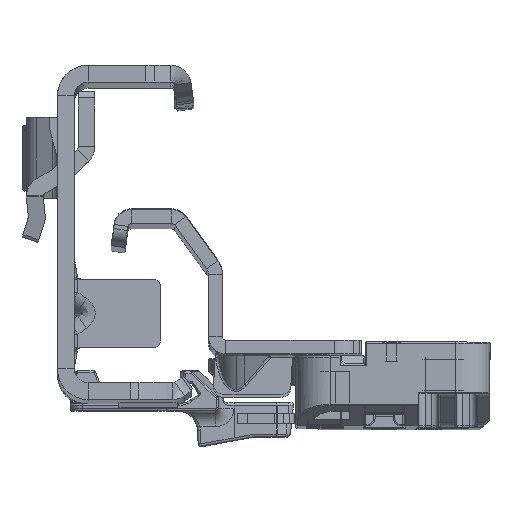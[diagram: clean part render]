
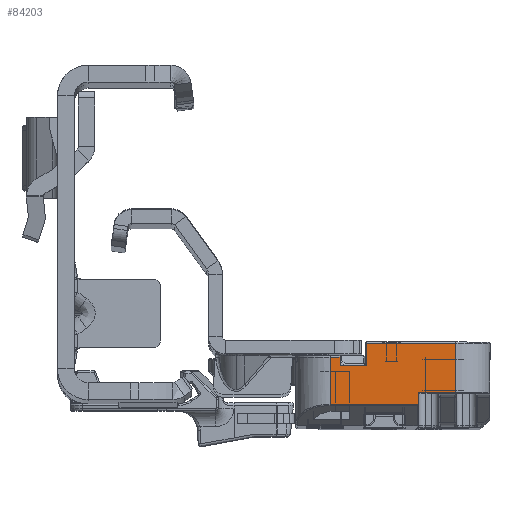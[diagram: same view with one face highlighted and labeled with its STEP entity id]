
A CAD part, top view. The second image highlights one B-rep face of the part: STEP entity #84203.
In plain terms, the highlighted face is planar.
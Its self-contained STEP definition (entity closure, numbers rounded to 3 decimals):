
#1034 = DIRECTION ( 'NONE',  ( 1., 0., 0. ) ) ;
#2907 = ORIENTED_EDGE ( 'NONE', *, *, #47841, .T. ) ;
#3707 = EDGE_CURVE ( 'NONE', #50681, #58461, #21471, .T. ) ;
#6524 = EDGE_CURVE ( 'NONE', #16555, #126483, #25625, .T. ) ;
#7681 = EDGE_CURVE ( 'NONE', #54116, #85132, #33248, .T. ) ;
#8217 = CARTESIAN_POINT ( 'NONE',  ( 3.15, 0.1, -284.5 ) ) ;
#10305 = ORIENTED_EDGE ( 'NONE', *, *, #85394, .T. ) ;
#10701 = CARTESIAN_POINT ( 'NONE',  ( 4.6, 0.1, -284.5 ) ) ;
#13170 = CARTESIAN_POINT ( 'NONE',  ( -0.7, 2.1, -284.5 ) ) ;
#16555 = VERTEX_POINT ( 'NONE', #45119 ) ;
#17037 = VERTEX_POINT ( 'NONE', #58857 ) ;
#17681 = CARTESIAN_POINT ( 'NONE',  ( -0.75, -1.15, -284.5 ) ) ;
#18531 = VECTOR ( 'NONE', #26283, 1000. ) ;
#18922 = DIRECTION ( 'NONE',  ( 0., 1., 0. ) ) ;
#21471 = LINE ( 'NONE', #99362, #34442 ) ;
#21941 = CIRCLE ( 'NONE', #108345, 0.2 ) ;
#24244 = VECTOR ( 'NONE', #54087, 1000. ) ;
#24475 = VERTEX_POINT ( 'NONE', #27295 ) ;
#25625 = LINE ( 'NONE', #35330, #18531 ) ;
#25753 = VERTEX_POINT ( 'NONE', #48383 ) ;
#25925 = ORIENTED_EDGE ( 'NONE', *, *, #71824, .T. ) ;
#26283 = DIRECTION ( 'NONE',  ( 0., -1., 0. ) ) ;
#26919 = LINE ( 'NONE', #8217, #95740 ) ;
#27295 = CARTESIAN_POINT ( 'NONE',  ( 3.15, -1.15, -284.5 ) ) ;
#27582 = LINE ( 'NONE', #85539, #52232 ) ;
#30605 = EDGE_CURVE ( 'NONE', #50681, #54116, #111519, .T. ) ;
#33248 =( BOUNDED_CURVE ( )  B_SPLINE_CURVE ( 3, ( #43554, #36460, #45462, #53192 ),
 .UNSPECIFIED., .F., .T. ) 
 B_SPLINE_CURVE_WITH_KNOTS ( ( 4, 4 ),
 ( 1.047, 1.571 ),
 .UNSPECIFIED. ) 
 CURVE ( )  GEOMETRIC_REPRESENTATION_ITEM ( )  RATIONAL_B_SPLINE_CURVE ( ( 1., 0.977, 0.977, 1. ) ) 
 REPRESENTATION_ITEM ( '' )  );
#34442 = VECTOR ( 'NONE', #72286, 1000. ) ;
#34445 = CARTESIAN_POINT ( 'NONE',  ( 19.8, 2.6, -284.5 ) ) ;
#35330 = CARTESIAN_POINT ( 'NONE',  ( -0.75, -0.9, -284.5 ) ) ;
#36460 = CARTESIAN_POINT ( 'NONE',  ( -8.291, -6.749, -284.5 ) ) ;
#38349 = ORIENTED_EDGE ( 'NONE', *, *, #58871, .T. ) ;
#42671 = CARTESIAN_POINT ( 'NONE',  ( -8.3, -6.785, -284.5 ) ) ;
#43554 = CARTESIAN_POINT ( 'NONE',  ( -8.273, -6.785, -284.5 ) ) ;
#45119 = CARTESIAN_POINT ( 'NONE',  ( -0.75, 2.1, -284.5 ) ) ;
#45462 = CARTESIAN_POINT ( 'NONE',  ( -8.3, -6.71, -284.5 ) ) ;
#46663 = EDGE_LOOP ( 'NONE', ( #2907, #38349, #104739, #47713, #50563, #52278, #97989, #25925, #120169, #10305, #65785, #61195 ) ) ;
#47713 = ORIENTED_EDGE ( 'NONE', *, *, #3707, .F. ) ;
#47841 = EDGE_CURVE ( 'NONE', #126483, #24475, #76935, .T. ) ;
#48383 = CARTESIAN_POINT ( 'NONE',  ( -8.3, -5.2, -284.5 ) ) ;
#50563 = ORIENTED_EDGE ( 'NONE', *, *, #30605, .T. ) ;
#50681 = VERTEX_POINT ( 'NONE', #111020 ) ;
#51137 = LINE ( 'NONE', #13170, #79106 ) ;
#52232 = VECTOR ( 'NONE', #93936, 1000. ) ;
#52278 = ORIENTED_EDGE ( 'NONE', *, *, #7681, .T. ) ;
#53192 = CARTESIAN_POINT ( 'NONE',  ( -8.3, -6.669, -284.5 ) ) ;
#54087 = DIRECTION ( 'NONE',  ( 0., -1., 0. ) ) ;
#54116 = VERTEX_POINT ( 'NONE', #71180 ) ;
#56644 = CARTESIAN_POINT ( 'NONE',  ( 4.6, 0.1, -284.5 ) ) ;
#58164 = LINE ( 'NONE', #68460, #110332 ) ;
#58461 = VERTEX_POINT ( 'NONE', #56644 ) ;
#58857 = CARTESIAN_POINT ( 'NONE',  ( -13.7, -5., -284.5 ) ) ;
#58871 = EDGE_CURVE ( 'NONE', #24475, #86353, #26919, .T. ) ;
#61195 = ORIENTED_EDGE ( 'NONE', *, *, #6524, .T. ) ;
#62571 = DIRECTION ( 'NONE',  ( -1., 0., 0. ) ) ;
#65428 = VECTOR ( 'NONE', #62571, 1000. ) ;
#65534 = DIRECTION ( 'NONE',  ( 0., 1., 0. ) ) ;
#65785 = ORIENTED_EDGE ( 'NONE', *, *, #79374, .T. ) ;
#67463 = EDGE_CURVE ( 'NONE', #17037, #111692, #27582, .T. ) ;
#68460 = CARTESIAN_POINT ( 'NONE',  ( -13.7, 2., -284.5 ) ) ;
#69910 = CARTESIAN_POINT ( 'NONE',  ( 3.15, 0.1, -284.5 ) ) ;
#71180 = CARTESIAN_POINT ( 'NONE',  ( -8.273, -6.785, -284.5 ) ) ;
#71824 = EDGE_CURVE ( 'NONE', #25753, #111692, #21941, .T. ) ;
#72286 = DIRECTION ( 'NONE',  ( 0., 1., 0. ) ) ;
#73662 = DIRECTION ( 'NONE',  ( 0., 0., 1. ) ) ;
#74323 = PLANE ( 'NONE',  #112074 ) ;
#76935 = LINE ( 'NONE', #104048, #98496 ) ;
#79106 = VECTOR ( 'NONE', #90426, 1000. ) ;
#79374 = EDGE_CURVE ( 'NONE', #84482, #16555, #51137, .T. ) ;
#82328 = EDGE_CURVE ( 'NONE', #86353, #58461, #88600, .T. ) ;
#82849 = DIRECTION ( 'NONE',  ( 1., 0., 0. ) ) ;
#83320 = FACE_OUTER_BOUND ( 'NONE', #46663, .T. ) ;
#84203 = ADVANCED_FACE ( 'NONE', ( #83320 ), #74323, .F. ) ;
#84482 = VERTEX_POINT ( 'NONE', #115180 ) ;
#85132 = VERTEX_POINT ( 'NONE', #118192 ) ;
#85394 = EDGE_CURVE ( 'NONE', #17037, #84482, #58164, .T. ) ;
#85539 = CARTESIAN_POINT ( 'NONE',  ( -8.3, -5., -284.5 ) ) ;
#86171 = CARTESIAN_POINT ( 'NONE',  ( -8.5, -5., -284.5 ) ) ;
#86353 = VERTEX_POINT ( 'NONE', #69910 ) ;
#88600 = LINE ( 'NONE', #10701, #91162 ) ;
#90426 = DIRECTION ( 'NONE',  ( 1., 0., 0. ) ) ;
#91162 = VECTOR ( 'NONE', #1034, 1000. ) ;
#92087 = CARTESIAN_POINT ( 'NONE',  ( -8.3, 0., -284.5 ) ) ;
#93372 = LINE ( 'NONE', #92087, #24244 ) ;
#93936 = DIRECTION ( 'NONE',  ( 1., 0., 0. ) ) ;
#94864 = EDGE_CURVE ( 'NONE', #25753, #85132, #93372, .T. ) ;
#95740 = VECTOR ( 'NONE', #65534, 1000. ) ;
#97989 = ORIENTED_EDGE ( 'NONE', *, *, #94864, .F. ) ;
#98496 = VECTOR ( 'NONE', #106581, 1000. ) ;
#99362 = CARTESIAN_POINT ( 'NONE',  ( 4.6, -242.444, -284.5 ) ) ;
#104048 = CARTESIAN_POINT ( 'NONE',  ( 19.8, -1.15, -284.5 ) ) ;
#104739 = ORIENTED_EDGE ( 'NONE', *, *, #82328, .T. ) ;
#106581 = DIRECTION ( 'NONE',  ( 1., 0., 0. ) ) ;
#108345 = AXIS2_PLACEMENT_3D ( 'NONE', #120883, #122780, #82849 ) ;
#110332 = VECTOR ( 'NONE', #18922, 1000. ) ;
#111020 = CARTESIAN_POINT ( 'NONE',  ( 4.6, -6.785, -284.5 ) ) ;
#111519 = LINE ( 'NONE', #42671, #65428 ) ;
#111692 = VERTEX_POINT ( 'NONE', #86171 ) ;
#112074 = AXIS2_PLACEMENT_3D ( 'NONE', #34445, #73662, #113570 ) ;
#113570 = DIRECTION ( 'NONE',  ( 1., 0., 0. ) ) ;
#115180 = CARTESIAN_POINT ( 'NONE',  ( -13.7, 2.1, -284.5 ) ) ;
#118192 = CARTESIAN_POINT ( 'NONE',  ( -8.3, -6.669, -284.5 ) ) ;
#120169 = ORIENTED_EDGE ( 'NONE', *, *, #67463, .F. ) ;
#120883 = CARTESIAN_POINT ( 'NONE',  ( -8.5, -5.2, -284.5 ) ) ;
#122780 = DIRECTION ( 'NONE',  ( 0., 0., 1. ) ) ;
#126483 = VERTEX_POINT ( 'NONE', #17681 ) ;
